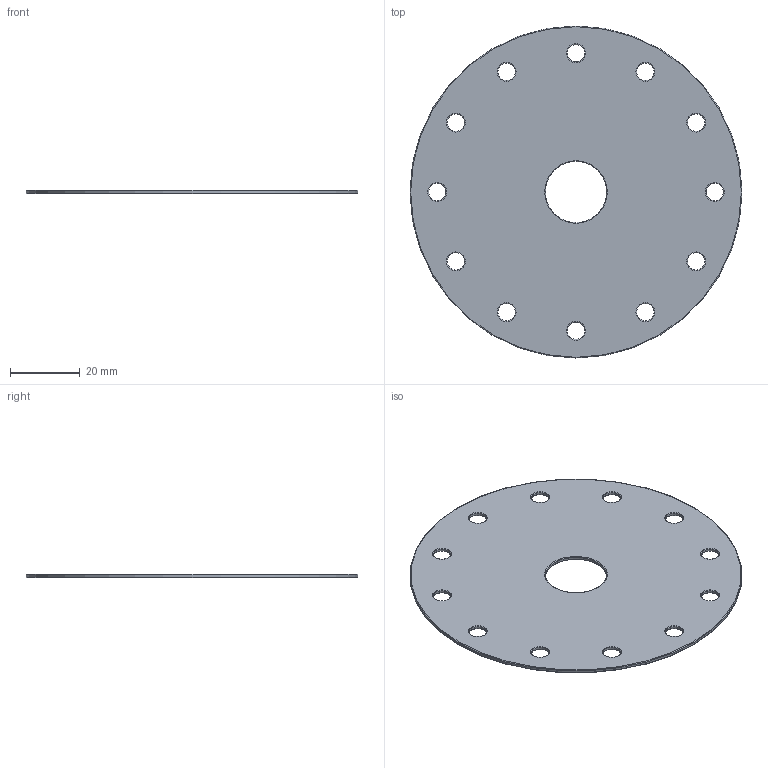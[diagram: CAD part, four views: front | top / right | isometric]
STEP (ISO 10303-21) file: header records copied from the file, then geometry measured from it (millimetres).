
FILE_DESCRIPTION(('FreeCAD Model'),'2;1');
FILE_NAME('Open CASCADE Shape Model','2025-02-04T10:45:13',(''),(''), 'Open CASCADE STEP processor 7.8','FreeCAD','Unknown');
FILE_SCHEMA(('AUTOMOTIVE_DESIGN { 1 0 10303 214 1 1 1 1 }'));
Length unit declared in the file: millimetre
Products named in the file (1): Body
Bounding box: 95 x 95 x 1 mm (x, y, z)
Volume: 6602.7 mm3; surface area: 13673.5 mm2
Topology: 1 solids, 1 shells, 44 faces, 98 edges, 56 vertices
Faces by surface type: torus 28, cylinder 14, plane 2
Full cylindrical faces by diameter (mm): 5 x12, 17.5 x1, 95 x1
Entity records: 1316 total; most frequent: DIRECTION 272, CARTESIAN_POINT 199, ORIENTED_EDGE 196, AXIS2_PLACEMENT_3D 129, EDGE_CURVE 98, CIRCLE 84, FACE_BOUND 70, EDGE_LOOP 70
